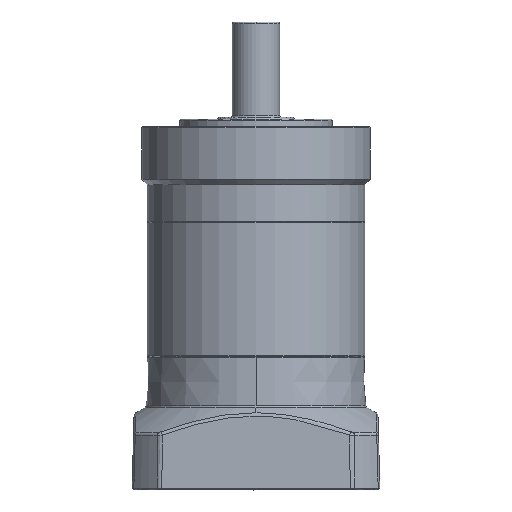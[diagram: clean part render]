
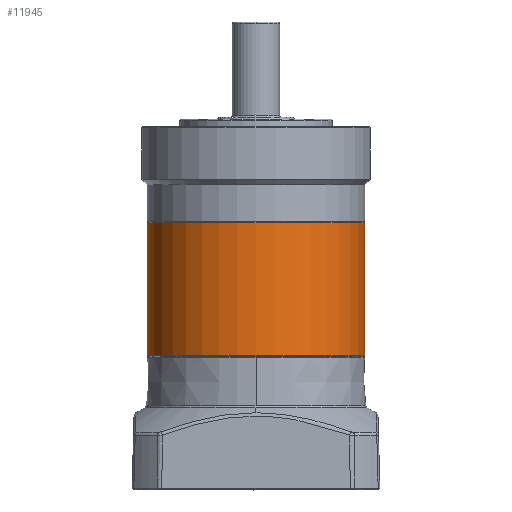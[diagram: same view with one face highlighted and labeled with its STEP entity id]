
A CAD part, front view. The second image highlights one B-rep face of the part: STEP entity #11945.
In plain terms, the highlighted cylindrical face has radius 57 mm (diameter 114 mm), a partial arc.
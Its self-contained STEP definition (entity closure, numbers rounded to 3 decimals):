
#2172 = CIRCLE ( 'NONE', #24115, 57. ) ;
#4605 = AXIS2_PLACEMENT_3D ( 'NONE', #30273, #42475, #43076 ) ;
#4695 = DIRECTION ( 'NONE',  ( -1., 0., 0. ) ) ;
#4735 = DIRECTION ( 'NONE',  ( 0., 0., -1. ) ) ;
#4794 = CARTESIAN_POINT ( 'NONE',  ( 0., 0., 70.2 ) ) ;
#8291 = CARTESIAN_POINT ( 'NONE',  ( -57., 0., 0.3 ) ) ;
#9399 = CYLINDRICAL_SURFACE ( 'NONE', #34238, 57. ) ;
#9883 = CARTESIAN_POINT ( 'NONE',  ( -57., 0., 70.2 ) ) ;
#9901 = EDGE_CURVE ( 'NONE', #27718, #32810, #2172, .T. ) ;
#10765 = EDGE_CURVE ( 'NONE', #41024, #32810, #34184, .T. ) ;
#11385 = FACE_OUTER_BOUND ( 'NONE', #11417, .T. ) ;
#11417 = EDGE_LOOP ( 'NONE', ( #43921, #11424, #26779, #16795, #17159 ) ) ;
#11424 = ORIENTED_EDGE ( 'NONE', *, *, #20123, .T. ) ;
#11945 = ADVANCED_FACE ( 'NONE', ( #11385 ), #9399, .T. ) ;
#13317 = CIRCLE ( 'NONE', #13602, 57. ) ;
#13602 = AXIS2_PLACEMENT_3D ( 'NONE', #4794, #4735, #4695 ) ;
#13849 = CIRCLE ( 'NONE', #4605, 57. ) ;
#16795 = ORIENTED_EDGE ( 'NONE', *, *, #42309, .T. ) ;
#17130 = DIRECTION ( 'NONE',  ( 0., 0., -1. ) ) ;
#17159 = ORIENTED_EDGE ( 'NONE', *, *, #9901, .T. ) ;
#17226 = EDGE_CURVE ( 'NONE', #32850, #18164, #13317, .T. ) ;
#17283 = CARTESIAN_POINT ( 'NONE',  ( 57., 0., 70.5 ) ) ;
#17853 = VECTOR ( 'NONE', #37728, 1000. ) ;
#18164 = VERTEX_POINT ( 'NONE', #9883 ) ;
#20123 = EDGE_CURVE ( 'NONE', #41024, #32850, #13849, .T. ) ;
#23351 = LINE ( 'NONE', #34424, #17853 ) ;
#24021 = CARTESIAN_POINT ( 'NONE',  ( 0., -57., 70.2 ) ) ;
#24115 = AXIS2_PLACEMENT_3D ( 'NONE', #36003, #35948, #35912 ) ;
#24150 = CARTESIAN_POINT ( 'NONE',  ( 57., 0., 70.2 ) ) ;
#24235 = CARTESIAN_POINT ( 'NONE',  ( 57., 0., 0.3 ) ) ;
#26779 = ORIENTED_EDGE ( 'NONE', *, *, #17226, .T. ) ;
#27718 = VERTEX_POINT ( 'NONE', #8291 ) ;
#30273 = CARTESIAN_POINT ( 'NONE',  ( 0., 0., 70.2 ) ) ;
#32810 = VERTEX_POINT ( 'NONE', #24235 ) ;
#32850 = VERTEX_POINT ( 'NONE', #24021 ) ;
#33323 = VECTOR ( 'NONE', #17130, 1000. ) ;
#34184 = LINE ( 'NONE', #17283, #33323 ) ;
#34238 = AXIS2_PLACEMENT_3D ( 'NONE', #34619, #34918, #34956 ) ;
#34424 = CARTESIAN_POINT ( 'NONE',  ( -57., 0., 70.5 ) ) ;
#34619 = CARTESIAN_POINT ( 'NONE',  ( 0., 0., 70.5 ) ) ;
#34918 = DIRECTION ( 'NONE',  ( 0., 0., -1. ) ) ;
#34956 = DIRECTION ( 'NONE',  ( -1., 0., 0. ) ) ;
#35912 = DIRECTION ( 'NONE',  ( -1., 0., 0. ) ) ;
#35948 = DIRECTION ( 'NONE',  ( 0., 0., 1. ) ) ;
#36003 = CARTESIAN_POINT ( 'NONE',  ( 0., 0., 0.3 ) ) ;
#37728 = DIRECTION ( 'NONE',  ( 0., 0., -1. ) ) ;
#41024 = VERTEX_POINT ( 'NONE', #24150 ) ;
#42309 = EDGE_CURVE ( 'NONE', #18164, #27718, #23351, .T. ) ;
#42475 = DIRECTION ( 'NONE',  ( 0., 0., -1. ) ) ;
#43076 = DIRECTION ( 'NONE',  ( -1., 0., 0. ) ) ;
#43921 = ORIENTED_EDGE ( 'NONE', *, *, #10765, .F. ) ;
